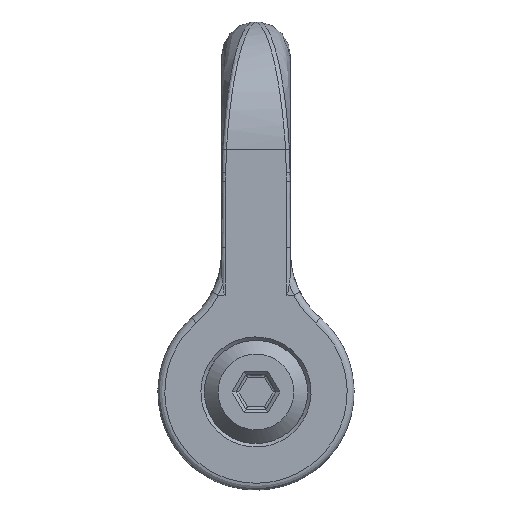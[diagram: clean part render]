
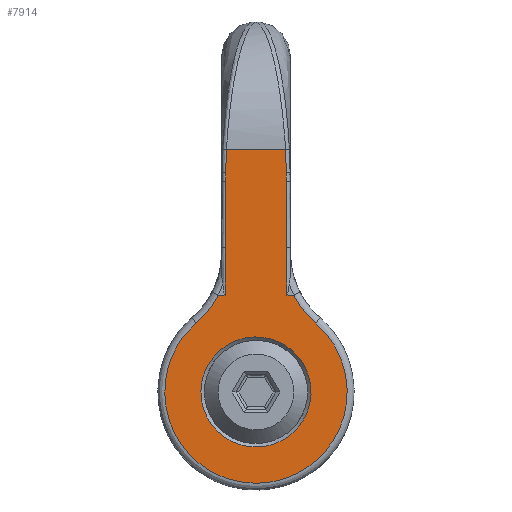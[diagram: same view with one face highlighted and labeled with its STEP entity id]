
A CAD part, left-side view. The second image highlights one B-rep face of the part: STEP entity #7914.
In plain terms, the highlighted free-form (B-spline) face has degree [1, 1] with [2, 2] control points.
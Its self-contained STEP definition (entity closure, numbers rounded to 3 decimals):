
#7828 = VERTEX_POINT('',#7829);
#7829 = CARTESIAN_POINT('',(-51.327,22.195,
    0.));
#7855 = EDGE_CURVE('',#7828,#7828,#7856,.T.);
#7856 = ( BOUNDED_CURVE() B_SPLINE_CURVE(2,(#7857,#7858,#7859,#7860,
#7861,#7862,#7863),.UNSPECIFIED.,.T.,.F.) B_SPLINE_CURVE_WITH_KNOTS((3,2
    ,2,3),(3.142,5.236,7.33,9.425),
.PIECEWISE_BEZIER_KNOTS.) CURVE() GEOMETRIC_REPRESENTATION_ITEM() 
RATIONAL_B_SPLINE_CURVE((1.,0.5,1.,0.5,1.,0.5,1.)) REPRESENTATION_ITEM(
  '') );
#7857 = CARTESIAN_POINT('',(-51.327,22.195,
    0.));
#7858 = CARTESIAN_POINT('',(-51.327,22.195,
    -38.443));
#7859 = CARTESIAN_POINT('',(-51.327,-11.098,
    -19.222));
#7860 = CARTESIAN_POINT('',(-51.327,-44.391,
    0.));
#7861 = CARTESIAN_POINT('',(-51.327,-11.098,
    19.222));
#7862 = CARTESIAN_POINT('',(-51.327,22.195,
    38.443));
#7863 = CARTESIAN_POINT('',(-51.327,22.195,
    0.));
#7914 = ADVANCED_FACE('',(#7915,#8040),#8043,.T.);
#7915 = FACE_BOUND('',#7916,.T.);
#7916 = EDGE_LOOP('',(#7917,#7926,#7935,#7944,#7953,#7964,#7971,#7982,
    #7991,#8000,#8009,#8016,#8024,#8034));
#7917 = ORIENTED_EDGE('',*,*,#7918,.T.);
#7918 = EDGE_CURVE('',#7919,#7921,#7923,.T.);
#7919 = VERTEX_POINT('',#7920);
#7920 = CARTESIAN_POINT('',(-51.327,-15.227,
    39.033));
#7921 = VERTEX_POINT('',#7922);
#7922 = CARTESIAN_POINT('',(-51.327,-12.485,
    39.033));
#7923 = B_SPLINE_CURVE_WITH_KNOTS('',1,(#7924,#7925),.UNSPECIFIED.,.F.,
  .F.,(2,2),(-5.977,-4.),.PIECEWISE_BEZIER_KNOTS.);
#7924 = CARTESIAN_POINT('',(-51.327,-15.227,
    39.033));
#7925 = CARTESIAN_POINT('',(-51.327,-12.485,
    39.033));
#7926 = ORIENTED_EDGE('',*,*,#7927,.F.);
#7927 = EDGE_CURVE('',#7928,#7921,#7930,.T.);
#7928 = VERTEX_POINT('',#7929);
#7929 = CARTESIAN_POINT('',(-51.327,-12.485,
    58.174));
#7930 = B_SPLINE_CURVE_WITH_KNOTS('',3,(#7931,#7932,#7933,#7934),
  .UNSPECIFIED.,.F.,.F.,(4,4),(-1.38,0.),
  .PIECEWISE_BEZIER_KNOTS.);
#7931 = CARTESIAN_POINT('',(-51.327,-12.485,
    58.174));
#7932 = CARTESIAN_POINT('',(-51.327,-12.485,
    51.794));
#7933 = CARTESIAN_POINT('',(-51.327,-12.485,
    45.417));
#7934 = CARTESIAN_POINT('',(-51.327,-12.485,
    39.033));
#7935 = ORIENTED_EDGE('',*,*,#7936,.F.);
#7936 = EDGE_CURVE('',#7937,#7928,#7939,.T.);
#7937 = VERTEX_POINT('',#7938);
#7938 = CARTESIAN_POINT('',(-51.327,-12.237,
    84.838));
#7939 = B_SPLINE_CURVE_WITH_KNOTS('',3,(#7940,#7941,#7942,#7943),
  .UNSPECIFIED.,.F.,.F.,(4,4),(-3.304,-1.38),
  .PIECEWISE_BEZIER_KNOTS.);
#7940 = CARTESIAN_POINT('',(-51.327,-12.237,
    84.838));
#7941 = CARTESIAN_POINT('',(-51.327,-12.37,
    75.947));
#7942 = CARTESIAN_POINT('',(-51.327,-12.451,
    67.063));
#7943 = CARTESIAN_POINT('',(-51.327,-12.485,
    58.174));
#7944 = ORIENTED_EDGE('',*,*,#7945,.F.);
#7945 = EDGE_CURVE('',#7946,#7937,#7948,.T.);
#7946 = VERTEX_POINT('',#7947);
#7947 = CARTESIAN_POINT('',(-51.327,-12.202,
    88.383));
#7948 = B_SPLINE_CURVE_WITH_KNOTS('',3,(#7949,#7950,#7951,#7952),
  .UNSPECIFIED.,.F.,.F.,(4,4),(-3.558,-3.304),
  .PIECEWISE_BEZIER_KNOTS.);
#7949 = CARTESIAN_POINT('',(-51.327,-12.202,
    88.383));
#7950 = CARTESIAN_POINT('',(-51.327,-12.208,
    87.207));
#7951 = CARTESIAN_POINT('',(-51.327,-12.22,
    86.015));
#7952 = CARTESIAN_POINT('',(-51.327,-12.237,
    84.838));
#7953 = ORIENTED_EDGE('',*,*,#7954,.F.);
#7954 = EDGE_CURVE('',#7955,#7946,#7957,.T.);
#7955 = VERTEX_POINT('',#7956);
#7956 = CARTESIAN_POINT('',(-51.327,-11.924,
    97.798));
#7957 = B_SPLINE_CURVE_WITH_KNOTS('',3,(#7958,#7959,#7960,#7961,#7962,
    #7963),.UNSPECIFIED.,.F.,.F.,(4,1,1,4),(-4.243,
    -4.145,-3.852,-3.558),.UNSPECIFIED.);
#7958 = CARTESIAN_POINT('',(-51.327,-11.924,
    97.798));
#7959 = CARTESIAN_POINT('',(-51.327,-11.952,
    97.359));
#7960 = CARTESIAN_POINT('',(-51.327,-12.053,
    95.564));
#7961 = CARTESIAN_POINT('',(-51.327,-12.161,
    92.431));
#7962 = CARTESIAN_POINT('',(-51.327,-12.197,
    89.739));
#7963 = CARTESIAN_POINT('',(-51.327,-12.202,
    88.383));
#7964 = ORIENTED_EDGE('',*,*,#7965,.T.);
#7965 = EDGE_CURVE('',#7955,#7966,#7968,.T.);
#7966 = VERTEX_POINT('',#7967);
#7967 = CARTESIAN_POINT('',(-51.327,11.924,
    97.798));
#7968 = B_SPLINE_CURVE_WITH_KNOTS('',1,(#7969,#7970),.UNSPECIFIED.,.F.,
  .F.,(2,2),(-8.596,8.596),.PIECEWISE_BEZIER_KNOTS.);
#7969 = CARTESIAN_POINT('',(-51.327,-11.924,
    97.798));
#7970 = CARTESIAN_POINT('',(-51.327,11.924,
    97.798));
#7971 = ORIENTED_EDGE('',*,*,#7972,.F.);
#7972 = EDGE_CURVE('',#7973,#7966,#7975,.T.);
#7973 = VERTEX_POINT('',#7974);
#7974 = CARTESIAN_POINT('',(-51.327,12.202,
    88.383));
#7975 = B_SPLINE_CURVE_WITH_KNOTS('',3,(#7976,#7977,#7978,#7979,#7980,
    #7981),.UNSPECIFIED.,.F.,.F.,(4,1,1,4),(-6.569,
    -6.177,-5.982,-5.884),.UNSPECIFIED.);
#7976 = CARTESIAN_POINT('',(-51.327,12.202,
    88.383));
#7977 = CARTESIAN_POINT('',(-51.327,12.195,
    90.191));
#7978 = CARTESIAN_POINT('',(-51.327,12.152,
    92.881));
#7979 = CARTESIAN_POINT('',(-51.327,12.028,
    96.011));
#7980 = CARTESIAN_POINT('',(-51.327,11.952,
    97.359));
#7981 = CARTESIAN_POINT('',(-51.327,11.924,
    97.798));
#7982 = ORIENTED_EDGE('',*,*,#7983,.F.);
#7983 = EDGE_CURVE('',#7984,#7973,#7986,.T.);
#7984 = VERTEX_POINT('',#7985);
#7985 = CARTESIAN_POINT('',(-51.327,12.237,
    84.838));
#7986 = B_SPLINE_CURVE_WITH_KNOTS('',3,(#7987,#7988,#7989,#7990),
  .UNSPECIFIED.,.F.,.F.,(4,4),(-6.823,-6.569),
  .PIECEWISE_BEZIER_KNOTS.);
#7987 = CARTESIAN_POINT('',(-51.327,12.237,
    84.838));
#7988 = CARTESIAN_POINT('',(-51.327,12.22,
    86.015));
#7989 = CARTESIAN_POINT('',(-51.327,12.208,
    87.207));
#7990 = CARTESIAN_POINT('',(-51.327,12.202,
    88.383));
#7991 = ORIENTED_EDGE('',*,*,#7992,.F.);
#7992 = EDGE_CURVE('',#7993,#7984,#7995,.T.);
#7993 = VERTEX_POINT('',#7994);
#7994 = CARTESIAN_POINT('',(-51.327,12.485,
    58.174));
#7995 = B_SPLINE_CURVE_WITH_KNOTS('',3,(#7996,#7997,#7998,#7999),
  .UNSPECIFIED.,.F.,.F.,(4,4),(-8.746,-6.823),
  .PIECEWISE_BEZIER_KNOTS.);
#7996 = CARTESIAN_POINT('',(-51.327,12.485,
    58.174));
#7997 = CARTESIAN_POINT('',(-51.327,12.451,
    67.063));
#7998 = CARTESIAN_POINT('',(-51.327,12.37,
    75.947));
#7999 = CARTESIAN_POINT('',(-51.327,12.237,
    84.838));
#8000 = ORIENTED_EDGE('',*,*,#8001,.F.);
#8001 = EDGE_CURVE('',#8002,#7993,#8004,.T.);
#8002 = VERTEX_POINT('',#8003);
#8003 = CARTESIAN_POINT('',(-51.327,12.485,
    39.033));
#8004 = B_SPLINE_CURVE_WITH_KNOTS('',3,(#8005,#8006,#8007,#8008),
  .UNSPECIFIED.,.F.,.F.,(4,4),(-10.127,-8.746),
  .PIECEWISE_BEZIER_KNOTS.);
#8005 = CARTESIAN_POINT('',(-51.327,12.485,
    39.033));
#8006 = CARTESIAN_POINT('',(-51.327,12.485,
    45.417));
#8007 = CARTESIAN_POINT('',(-51.327,12.485,
    51.794));
#8008 = CARTESIAN_POINT('',(-51.327,12.485,
    58.174));
#8009 = ORIENTED_EDGE('',*,*,#8010,.F.);
#8010 = EDGE_CURVE('',#8011,#8002,#8013,.T.);
#8011 = VERTEX_POINT('',#8012);
#8012 = CARTESIAN_POINT('',(-51.327,15.227,
    39.033));
#8013 = B_SPLINE_CURVE_WITH_KNOTS('',1,(#8014,#8015),.UNSPECIFIED.,.F.,
  .F.,(2,2),(1.523,3.5),.PIECEWISE_BEZIER_KNOTS.);
#8014 = CARTESIAN_POINT('',(-51.327,15.227,
    39.033));
#8015 = CARTESIAN_POINT('',(-51.327,12.485,
    39.033));
#8016 = ORIENTED_EDGE('',*,*,#8017,.F.);
#8017 = EDGE_CURVE('',#8018,#8011,#8020,.T.);
#8018 = VERTEX_POINT('',#8019);
#8019 = CARTESIAN_POINT('',(-51.327,24.049,
    27.803));
#8020 = ( BOUNDED_CURVE() B_SPLINE_CURVE(2,(#8021,#8022,#8023),
.UNSPECIFIED.,.F.,.F.) B_SPLINE_CURVE_WITH_KNOTS((3,3),(6.112,
6.496),.PIECEWISE_BEZIER_KNOTS.) CURVE() 
GEOMETRIC_REPRESENTATION_ITEM() RATIONAL_B_SPLINE_CURVE((1.,
0.982,1.)) REPRESENTATION_ITEM('') );
#8021 = CARTESIAN_POINT('',(-51.327,24.049,
    27.803));
#8022 = CARTESIAN_POINT('',(-51.327,18.548,
    32.562));
#8023 = CARTESIAN_POINT('',(-51.327,15.227,
    39.033));
#8024 = ORIENTED_EDGE('',*,*,#8025,.F.);
#8025 = EDGE_CURVE('',#8026,#8018,#8028,.T.);
#8026 = VERTEX_POINT('',#8027);
#8027 = CARTESIAN_POINT('',(-51.327,-24.049,
    27.803));
#8028 = ( BOUNDED_CURVE() B_SPLINE_CURVE(2,(#8029,#8030,#8031,#8032,
#8033),.UNSPECIFIED.,.F.,.F.) B_SPLINE_CURVE_WITH_KNOTS((3,2,3),(
    3.855,6.283,8.712),
.PIECEWISE_BEZIER_KNOTS.) CURVE() GEOMETRIC_REPRESENTATION_ITEM() 
RATIONAL_B_SPLINE_CURVE((1.,0.349,1.,0.349,1.)) 
REPRESENTATION_ITEM('') );
#8029 = CARTESIAN_POINT('',(-51.327,-24.049,
    27.803));
#8030 = CARTESIAN_POINT('',(-51.327,-98.69,
    -36.761));
#8031 = CARTESIAN_POINT('',(-51.327,0.,
    -36.761));
#8032 = CARTESIAN_POINT('',(-51.327,98.69,
    -36.761));
#8033 = CARTESIAN_POINT('',(-51.327,24.049,
    27.803));
#8034 = ORIENTED_EDGE('',*,*,#8035,.F.);
#8035 = EDGE_CURVE('',#7919,#8026,#8036,.T.);
#8036 = ( BOUNDED_CURVE() B_SPLINE_CURVE(2,(#8037,#8038,#8039),
.UNSPECIFIED.,.F.,.F.) B_SPLINE_CURVE_WITH_KNOTS((3,3),(6.071,
6.454),.PIECEWISE_BEZIER_KNOTS.) CURVE() 
GEOMETRIC_REPRESENTATION_ITEM() RATIONAL_B_SPLINE_CURVE((1.,
0.982,1.)) REPRESENTATION_ITEM('') );
#8037 = CARTESIAN_POINT('',(-51.327,-15.227,
    39.033));
#8038 = CARTESIAN_POINT('',(-51.327,-18.548,
    32.562));
#8039 = CARTESIAN_POINT('',(-51.327,-24.049,
    27.803));
#8040 = FACE_BOUND('',#8041,.T.);
#8041 = EDGE_LOOP('',(#8042));
#8042 = ORIENTED_EDGE('',*,*,#7855,.F.);
#8043 = B_SPLINE_SURFACE_WITH_KNOTS('',1,1,(
    (#8044,#8045)
    ,(#8046,#8047
    )),.UNSPECIFIED.,.F.,.F.,.F.,(2,2),(2,2),(-55.,42.),(-26.5,26.5),
  .PIECEWISE_BEZIER_KNOTS.);
#8044 = CARTESIAN_POINT('',(-51.327,-36.761,
    -36.761));
#8045 = CARTESIAN_POINT('',(-51.327,36.761,
    -36.761));
#8046 = CARTESIAN_POINT('',(-51.327,-36.761,
    97.798));
#8047 = CARTESIAN_POINT('',(-51.327,36.761,
    97.798));
